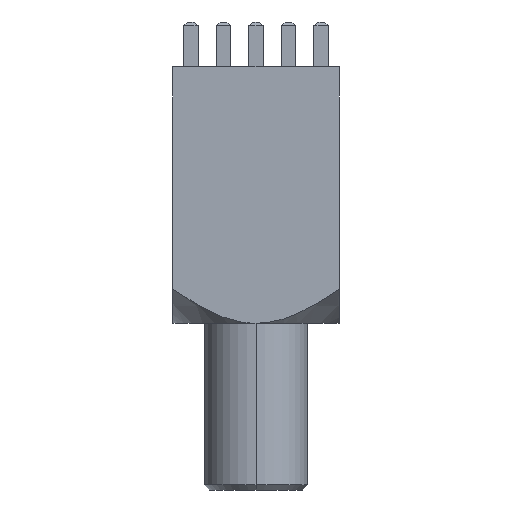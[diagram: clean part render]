
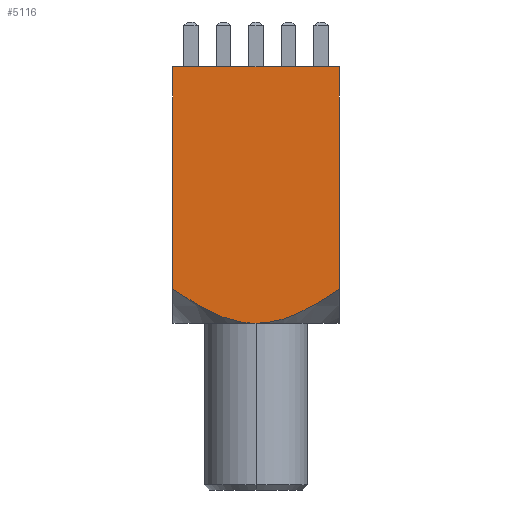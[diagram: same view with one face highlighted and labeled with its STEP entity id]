
A CAD part, left-side view. The second image highlights one B-rep face of the part: STEP entity #5116.
In plain terms, the highlighted planar face has unit normal (-1, 0, 0).
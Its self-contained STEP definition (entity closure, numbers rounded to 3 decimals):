
#264 = ORIENTED_EDGE ( 'NONE', *, *, #6065, .F. ) ;
#265 = ORIENTED_EDGE ( 'NONE', *, *, #6061, .T. ) ;
#266 = ORIENTED_EDGE ( 'NONE', *, *, #6059, .T. ) ;
#267 = ORIENTED_EDGE ( 'NONE', *, *, #6058, .T. ) ;
#444 = EDGE_LOOP ( 'NONE', ( #267, #266, #265, #264, #5491 ) ) ;
#464 = VERTEX_POINT ( 'NONE', #3081 ) ;
#466 = VERTEX_POINT ( 'NONE', #3083 ) ;
#474 = VERTEX_POINT ( 'NONE', #3091 ) ;
#513 = VERTEX_POINT ( 'NONE', #3130 ) ;
#519 = VERTEX_POINT ( 'NONE', #3136 ) ;
#725 = AXIS2_PLACEMENT_3D ( 'NONE', #2478, #2487, #2488 ) ;
#1220 = VECTOR ( 'NONE', #2619, 1000. ) ;
#1226 = VECTOR ( 'NONE', #2658, 1000. ) ;
#1594 = VECTOR ( 'NONE', #4111, 1000. ) ;
#2478 = CARTESIAN_POINT ( 'NONE',  ( -6.5, -6.5, 20. ) ) ;
#2484 = FACE_OUTER_BOUND ( 'NONE', #444, .T. ) ;
#2485 = PLANE ( 'NONE',  #725 ) ;
#2487 = DIRECTION ( 'NONE',  ( 1., 0., 0. ) ) ;
#2488 = DIRECTION ( 'NONE',  ( 0., 0., -1. ) ) ;
#2596 = LINE ( 'NONE', #2610, #1220 ) ;
#2610 = CARTESIAN_POINT ( 'NONE',  ( -6.5, 6.5, 20. ) ) ;
#2614 = CARTESIAN_POINT ( 'NONE',  ( -6.5, 6.016, 2.35 ) ) ;
#2618 = CARTESIAN_POINT ( 'NONE',  ( -6.5, 6.5, 2.692 ) ) ;
#2619 = DIRECTION ( 'NONE',  ( 0., 0., -1. ) ) ;
#2620 = CARTESIAN_POINT ( 'NONE',  ( -6.5, 0., 0. ) ) ;
#2621 = CARTESIAN_POINT ( 'NONE',  ( -6.5, -0.596, 0. ) ) ;
#2622 = CARTESIAN_POINT ( 'NONE',  ( -6.5, 5.525, 2.021 ) ) ;
#2623 = CARTESIAN_POINT ( 'NONE',  ( -6.5, 4.515, 1.404 ) ) ;
#2624 = CARTESIAN_POINT ( 'NONE',  ( -6.5, 3.997, 1.116 ) ) ;
#2625 = CARTESIAN_POINT ( 'NONE',  ( -6.5, 3.187, 0.736 ) ) ;
#2626 = CARTESIAN_POINT ( 'NONE',  ( -6.5, 2.911, 0.617 ) ) ;
#2627 = CARTESIAN_POINT ( 'NONE',  ( -6.5, 2.349, 0.406 ) ) ;
#2628 = CARTESIAN_POINT ( 'NONE',  ( -6.5, 2.064, 0.314 ) ) ;
#2629 = CARTESIAN_POINT ( 'NONE',  ( -6.5, 1.488, 0.162 ) ) ;
#2630 = CARTESIAN_POINT ( 'NONE',  ( -6.5, 1.195, 0.102 ) ) ;
#2631 = CARTESIAN_POINT ( 'NONE',  ( -6.5, 0.6, 0.021 ) ) ;
#2632 = CARTESIAN_POINT ( 'NONE',  ( -6.5, 0.298, 0. ) ) ;
#2633 = CARTESIAN_POINT ( 'NONE',  ( -6.5, 0., 0. ) ) ;
#2638 = CARTESIAN_POINT ( 'NONE',  ( -6.5, -1.185, 0.083 ) ) ;
#2639 = CARTESIAN_POINT ( 'NONE',  ( -6.5, -2.348, 0.388 ) ) ;
#2640 = CARTESIAN_POINT ( 'NONE',  ( -6.5, -2.903, 0.603 ) ) ;
#2641 = CARTESIAN_POINT ( 'NONE',  ( -6.5, -3.979, 1.106 ) ) ;
#2642 = CARTESIAN_POINT ( 'NONE',  ( -6.5, -4.501, 1.396 ) ) ;
#2643 = CARTESIAN_POINT ( 'NONE',  ( -6.5, -5.521, 2.019 ) ) ;
#2644 = CARTESIAN_POINT ( 'NONE',  ( -6.5, -6.015, 2.349 ) ) ;
#2645 = CARTESIAN_POINT ( 'NONE',  ( -6.5, -6.5, 2.692 ) ) ;
#2655 = LINE ( 'NONE', #2657, #1226 ) ;
#2657 = CARTESIAN_POINT ( 'NONE',  ( -6.5, -6.5, 20. ) ) ;
#2658 = DIRECTION ( 'NONE',  ( 0., 0., -1. ) ) ;
#3081 = CARTESIAN_POINT ( 'NONE',  ( -6.5, -6.5, 2.692 ) ) ;
#3083 = CARTESIAN_POINT ( 'NONE',  ( -6.5, 6.5, 2.692 ) ) ;
#3091 = CARTESIAN_POINT ( 'NONE',  ( -6.5, 0., 0. ) ) ;
#3130 = CARTESIAN_POINT ( 'NONE',  ( -6.5, 6.5, 20. ) ) ;
#3136 = CARTESIAN_POINT ( 'NONE',  ( -6.5, -6.5, 20. ) ) ;
#4108 = LINE ( 'NONE', #4110, #1594 ) ;
#4110 = CARTESIAN_POINT ( 'NONE',  ( -6.5, -6.5, 20. ) ) ;
#4111 = DIRECTION ( 'NONE',  ( 0., -1., 0. ) ) ;
#4165 = B_SPLINE_CURVE_WITH_KNOTS ( 'NONE', 3,
 ( #2618, #2614, #2622, #2623, #2624, #2625, #2626, #2627, #2628, #2629, #2630, #2631, #2632, #2633 ),
 .UNSPECIFIED., .F., .F.,
 ( 4, 2, 2, 2, 2, 2, 4 ),
 ( 0.031, 0.033, 0.034, 0.035, 0.036, 0.037, 0.038 ),
 .UNSPECIFIED. ) ;
#4168 = B_SPLINE_CURVE_WITH_KNOTS ( 'NONE', 3,
 ( #2620, #2621, #2638, #2639, #2640, #2641, #2642, #2643, #2644, #2645 ),
 .UNSPECIFIED., .F., .F.,
 ( 4, 2, 2, 2, 4 ),
 ( 0.038, 0.04, 0.042, 0.043, 0.045 ),
 .UNSPECIFIED. ) ;
#5116 = ADVANCED_FACE ( 'NONE', ( #2484 ), #2485, .F. ) ;
#5491 = ORIENTED_EDGE ( 'NONE', *, *, #6426, .F. ) ;
#6058 = EDGE_CURVE ( 'NONE', #513, #466, #2596, .T. ) ;
#6059 = EDGE_CURVE ( 'NONE', #466, #474, #4165, .T. ) ;
#6061 = EDGE_CURVE ( 'NONE', #474, #464, #4168, .T. ) ;
#6065 = EDGE_CURVE ( 'NONE', #519, #464, #2655, .T. ) ;
#6426 = EDGE_CURVE ( 'NONE', #513, #519, #4108, .T. ) ;
